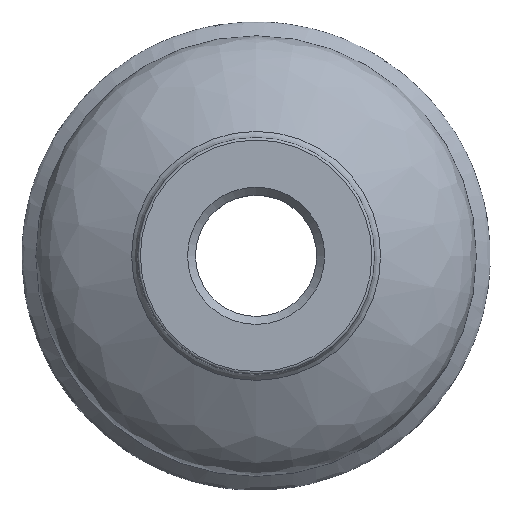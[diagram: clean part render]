
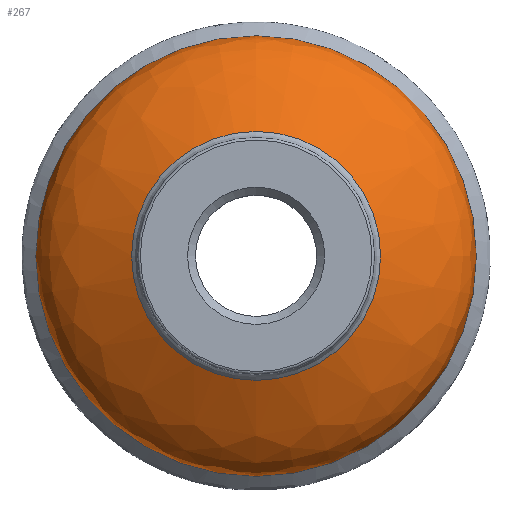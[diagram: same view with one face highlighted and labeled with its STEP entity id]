
A CAD part, top view. The second image highlights one B-rep face of the part: STEP entity #267.
In plain terms, the highlighted face is a revolution surface.
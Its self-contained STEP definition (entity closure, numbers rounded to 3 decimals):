
#88=SURFACE_OF_REVOLUTION('',#92,#90);
#90=AXIS1_PLACEMENT('',#9783,#573);
#92=B_SPLINE_CURVE_WITH_KNOTS('',3,(#9779,#9780,#9781,#9782),
 .UNSPECIFIED.,.F.,.F.,(4,4),(0.,1.),.UNSPECIFIED.);
#118=EDGE_LOOP('',(#164));
#119=EDGE_LOOP('',(#165));
#164=ORIENTED_EDGE('',*,*,#207,.T.);
#165=ORIENTED_EDGE('',*,*,#206,.F.);
#206=EDGE_CURVE('',#340,#340,#229,.T.);
#207=EDGE_CURVE('',#341,#341,#230,.T.);
#229=CIRCLE('',#489,39.138);
#230=CIRCLE('',#491,69.225);
#267=ADVANCED_FACE('',(#296,#297),#88,.F.);
#296=FACE_BOUND('',#118,.T.);
#297=FACE_BOUND('',#119,.T.);
#340=VERTEX_POINT('',#9775);
#341=VERTEX_POINT('',#9778);
#489=AXIS2_PLACEMENT_3D('',#9774,#567,#568);
#491=AXIS2_PLACEMENT_3D('',#9777,#571,#572);
#567=DIRECTION('',(0.,0.,1.));
#568=DIRECTION('',(0.,1.,0.));
#571=DIRECTION('',(0.,0.,1.));
#572=DIRECTION('',(0.,1.,0.));
#573=DIRECTION('',(0.,0.,1.));
#9774=CARTESIAN_POINT('',(0.,0.,-18.958));
#9775=CARTESIAN_POINT('',(0.,39.138,-18.958));
#9777=CARTESIAN_POINT('',(0.,0.,-44.642));
#9778=CARTESIAN_POINT('',(0.,69.225,-44.642));
#9779=CARTESIAN_POINT('',(0.,39.138,-18.958));
#9780=CARTESIAN_POINT('',(0.,43.061,-21.987));
#9781=CARTESIAN_POINT('',(0.,69.225,-31.184));
#9782=CARTESIAN_POINT('',(0.,69.225,-44.642));
#9783=CARTESIAN_POINT('',(0.,0.,-11.111));
